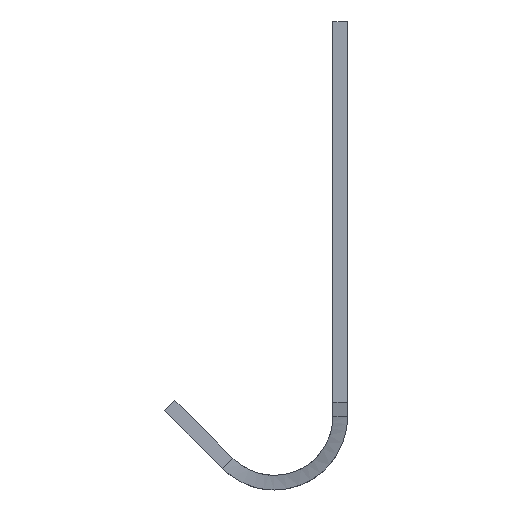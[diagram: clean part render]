
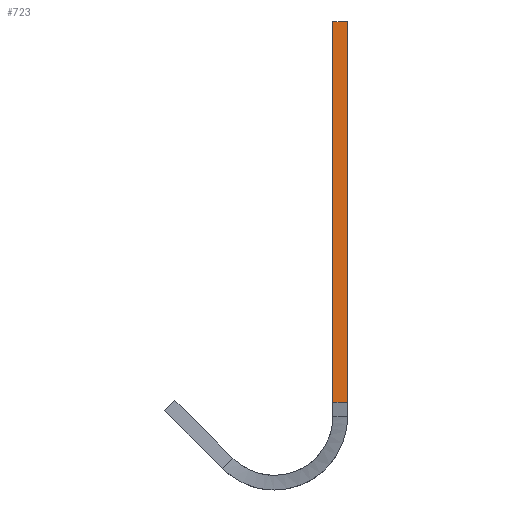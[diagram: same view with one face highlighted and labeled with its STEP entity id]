
A CAD part, front view. The second image highlights one B-rep face of the part: STEP entity #723.
In plain terms, the highlighted planar face has unit normal (0, -1, 0).
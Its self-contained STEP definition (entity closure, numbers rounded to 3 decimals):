
#6 = CARTESIAN_POINT ( 'NONE',  ( -1., 0., -26. ) ) ;
#60 = DIRECTION ( 'NONE',  ( 0., 1., 0. ) ) ;
#85 = VECTOR ( 'NONE', #451, 1000. ) ;
#149 = ORIENTED_EDGE ( 'NONE', *, *, #501, .F. ) ;
#168 = CARTESIAN_POINT ( 'NONE',  ( -1., 0., 0. ) ) ;
#279 = ORIENTED_EDGE ( 'NONE', *, *, #389, .T. ) ;
#318 = CARTESIAN_POINT ( 'NONE',  ( -5., 0., -27. ) ) ;
#326 = AXIS2_PLACEMENT_3D ( 'NONE', #318, #60, #1666 ) ;
#389 = EDGE_CURVE ( 'NONE', #661, #1729, #1327, .T. ) ;
#418 = CARTESIAN_POINT ( 'NONE',  ( 0., 0., 0. ) ) ;
#421 = CARTESIAN_POINT ( 'NONE',  ( -5., 0., 0. ) ) ;
#451 = DIRECTION ( 'NONE',  ( 1., 0., 0. ) ) ;
#501 = EDGE_CURVE ( 'NONE', #1536, #1729, #795, .T. ) ;
#567 = VECTOR ( 'NONE', #736, 1000. ) ;
#661 = VERTEX_POINT ( 'NONE', #6 ) ;
#676 = LINE ( 'NONE', #168, #1720 ) ;
#723 = ADVANCED_FACE ( 'NONE', ( #1583 ), #1692, .F. ) ;
#736 = DIRECTION ( 'NONE',  ( 1., 0., 0. ) ) ;
#763 = VECTOR ( 'NONE', #1037, 1000. ) ;
#795 = LINE ( 'NONE', #1160, #763 ) ;
#977 = EDGE_CURVE ( 'NONE', #1488, #1536, #1169, .T. ) ;
#1004 = CARTESIAN_POINT ( 'NONE',  ( 0., 0., -26. ) ) ;
#1037 = DIRECTION ( 'NONE',  ( 0., 0., -1. ) ) ;
#1044 = EDGE_CURVE ( 'NONE', #1488, #661, #676, .T. ) ;
#1160 = CARTESIAN_POINT ( 'NONE',  ( 0., 0., 0. ) ) ;
#1169 = LINE ( 'NONE', #421, #85 ) ;
#1323 = CARTESIAN_POINT ( 'NONE',  ( -1., 0., 0. ) ) ;
#1327 = LINE ( 'NONE', #1547, #567 ) ;
#1387 = ORIENTED_EDGE ( 'NONE', *, *, #1044, .T. ) ;
#1395 = EDGE_LOOP ( 'NONE', ( #149, #1606, #1387, #279 ) ) ;
#1488 = VERTEX_POINT ( 'NONE', #1323 ) ;
#1536 = VERTEX_POINT ( 'NONE', #418 ) ;
#1547 = CARTESIAN_POINT ( 'NONE',  ( 0., 0., -26. ) ) ;
#1583 = FACE_OUTER_BOUND ( 'NONE', #1395, .T. ) ;
#1606 = ORIENTED_EDGE ( 'NONE', *, *, #977, .F. ) ;
#1662 = DIRECTION ( 'NONE',  ( 0., 0., -1. ) ) ;
#1666 = DIRECTION ( 'NONE',  ( 1., 0., 0. ) ) ;
#1692 = PLANE ( 'NONE',  #326 ) ;
#1720 = VECTOR ( 'NONE', #1662, 1000. ) ;
#1729 = VERTEX_POINT ( 'NONE', #1004 ) ;
